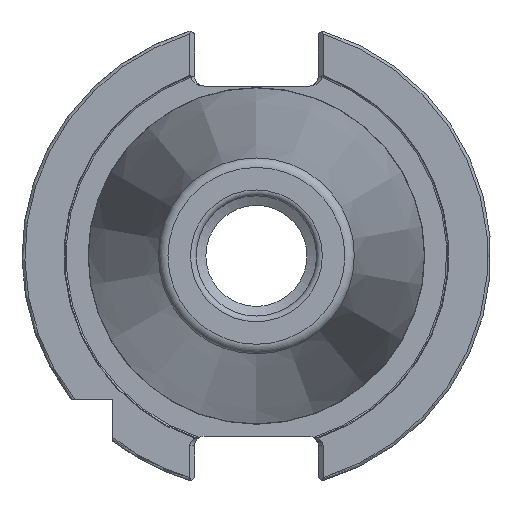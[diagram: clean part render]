
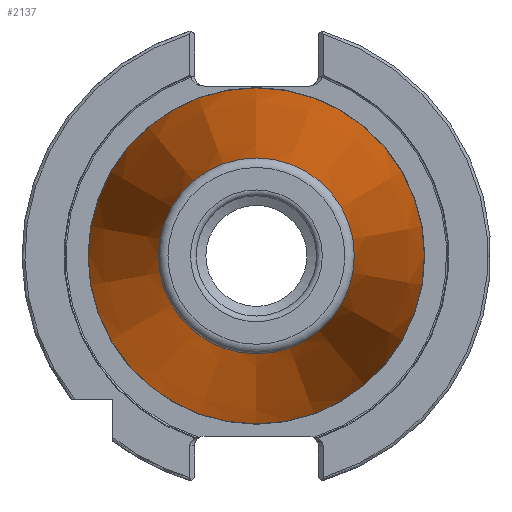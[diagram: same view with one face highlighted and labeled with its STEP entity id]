
A CAD part, left-side view. The second image highlights one B-rep face of the part: STEP entity #2137.
In plain terms, the highlighted conical face has half-angle 8.297 degrees and reference radius 34.925 mm.
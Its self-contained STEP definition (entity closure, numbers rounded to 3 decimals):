
#399 = EDGE_CURVE ( 'NONE', #1879, #1879, #4503, .T. ) ;
#451 = VERTEX_POINT ( 'NONE', #4375 ) ;
#565 = CARTESIAN_POINT ( 'NONE',  ( 0., 0., 34.925 ) ) ;
#711 = CARTESIAN_POINT ( 'NONE',  ( -99.889, 0., 0. ) ) ;
#1182 = EDGE_LOOP ( 'NONE', ( #2051 ) ) ;
#1450 = DIRECTION ( 'NONE',  ( -1., 0., 0. ) ) ;
#1520 = DIRECTION ( 'NONE',  ( 0., 0., 1. ) ) ;
#1534 = ORIENTED_EDGE ( 'NONE', *, *, #399, .T. ) ;
#1701 = CIRCLE ( 'NONE', #4597, 20.358 ) ;
#1879 = VERTEX_POINT ( 'NONE', #565 ) ;
#2051 = ORIENTED_EDGE ( 'NONE', *, *, #3677, .F. ) ;
#2137 = ADVANCED_FACE ( 'NONE', ( #3874, #2863 ), #4653, .T. ) ;
#2520 = EDGE_LOOP ( 'NONE', ( #1534 ) ) ;
#2539 = AXIS2_PLACEMENT_3D ( 'NONE', #3895, #4730, #4407 ) ;
#2635 = DIRECTION ( 'NONE',  ( -1., 0., 0. ) ) ;
#2863 = FACE_OUTER_BOUND ( 'NONE', #2520, .T. ) ;
#2972 = CARTESIAN_POINT ( 'NONE',  ( 0., 0., 0. ) ) ;
#3677 = EDGE_CURVE ( 'NONE', #451, #451, #1701, .T. ) ;
#3874 = FACE_BOUND ( 'NONE', #1182, .T. ) ;
#3895 = CARTESIAN_POINT ( 'NONE',  ( 0., 0., 0. ) ) ;
#3944 = AXIS2_PLACEMENT_3D ( 'NONE', #2972, #2635, #1520 ) ;
#4094 = DIRECTION ( 'NONE',  ( 0., 0., 1. ) ) ;
#4375 = CARTESIAN_POINT ( 'NONE',  ( -99.889, 0., 20.358 ) ) ;
#4407 = DIRECTION ( 'NONE',  ( 0., 0., -1. ) ) ;
#4503 = CIRCLE ( 'NONE', #3944, 34.925 ) ;
#4597 = AXIS2_PLACEMENT_3D ( 'NONE', #711, #1450, #4094 ) ;
#4653 = CONICAL_SURFACE ( 'NONE', #2539, 34.925, 0.145 ) ;
#4730 = DIRECTION ( 'NONE',  ( 1., 0., 0. ) ) ;
